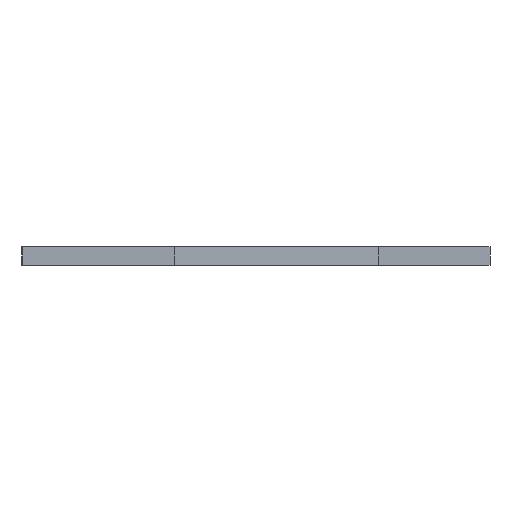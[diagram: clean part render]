
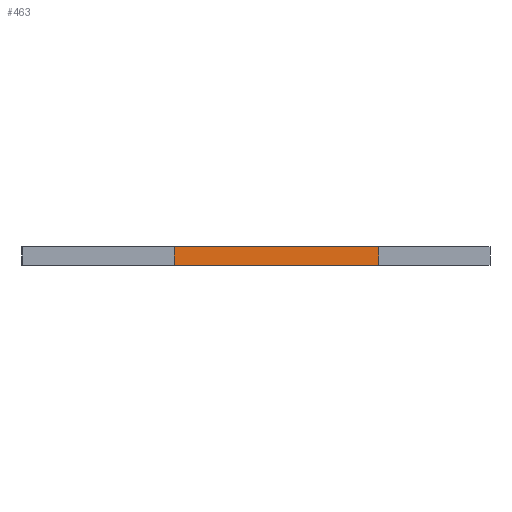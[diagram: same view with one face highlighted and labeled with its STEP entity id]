
A CAD part, front view. The second image highlights one B-rep face of the part: STEP entity #463.
In plain terms, the highlighted planar face has unit normal (0.707, -0.707, 0).
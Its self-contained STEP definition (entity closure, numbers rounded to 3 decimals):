
#49 = CARTESIAN_POINT ( 'NONE',  ( 329.214, -536.617, 5. ) ) ;
#139 = CARTESIAN_POINT ( 'NONE',  ( 274.348, -591.483, 5. ) ) ;
#144 = VECTOR ( 'NONE', #1169, 1000. ) ;
#153 = LINE ( 'NONE', #572, #1288 ) ;
#193 = DIRECTION ( 'NONE',  ( 0.707, -0.707, 0. ) ) ;
#217 = VECTOR ( 'NONE', #410, 1000. ) ;
#293 = CARTESIAN_POINT ( 'NONE',  ( 274.348, -591.483, -5. ) ) ;
#363 = CARTESIAN_POINT ( 'NONE',  ( 274.348, -591.483, -5. ) ) ;
#410 = DIRECTION ( 'NONE',  ( 0., 0., 1. ) ) ;
#463 = ADVANCED_FACE ( 'NONE', ( #468 ), #1289, .T. ) ;
#466 = EDGE_LOOP ( 'NONE', ( #986, #685, #1123, #1108 ) ) ;
#468 = FACE_OUTER_BOUND ( 'NONE', #466, .T. ) ;
#469 = VERTEX_POINT ( 'NONE', #513 ) ;
#513 = CARTESIAN_POINT ( 'NONE',  ( 329.214, -536.617, 0. ) ) ;
#553 = DIRECTION ( 'NONE',  ( 0.707, 0.707, 0. ) ) ;
#555 = CARTESIAN_POINT ( 'NONE',  ( 329.214, -536.617, -5. ) ) ;
#572 = CARTESIAN_POINT ( 'NONE',  ( 432.915, -432.915, 0. ) ) ;
#651 = EDGE_CURVE ( 'NONE', #892, #1195, #1112, .T. ) ;
#685 = ORIENTED_EDGE ( 'NONE', *, *, #747, .T. ) ;
#741 = VECTOR ( 'NONE', #553, 1000. ) ;
#747 = EDGE_CURVE ( 'NONE', #469, #907, #1160, .T. ) ;
#785 = DIRECTION ( 'NONE',  ( 0.707, 0.707, 0. ) ) ;
#855 = LINE ( 'NONE', #139, #741 ) ;
#892 = VERTEX_POINT ( 'NONE', #1073 ) ;
#907 = VERTEX_POINT ( 'NONE', #49 ) ;
#986 = ORIENTED_EDGE ( 'NONE', *, *, #1270, .T. ) ;
#1020 = DIRECTION ( 'NONE',  ( 0.707, 0.707, 0. ) ) ;
#1073 = CARTESIAN_POINT ( 'NONE',  ( 274.348, -591.483, 0. ) ) ;
#1108 = ORIENTED_EDGE ( 'NONE', *, *, #651, .F. ) ;
#1112 = LINE ( 'NONE', #293, #217 ) ;
#1117 = EDGE_CURVE ( 'NONE', #1195, #907, #855, .T. ) ;
#1123 = ORIENTED_EDGE ( 'NONE', *, *, #1117, .F. ) ;
#1141 = AXIS2_PLACEMENT_3D ( 'NONE', #363, #193, #1020 ) ;
#1160 = LINE ( 'NONE', #555, #144 ) ;
#1169 = DIRECTION ( 'NONE',  ( 0., 0., 1. ) ) ;
#1195 = VERTEX_POINT ( 'NONE', #1286 ) ;
#1270 = EDGE_CURVE ( 'NONE', #892, #469, #153, .T. ) ;
#1286 = CARTESIAN_POINT ( 'NONE',  ( 274.348, -591.483, 5. ) ) ;
#1288 = VECTOR ( 'NONE', #785, 1000. ) ;
#1289 = PLANE ( 'NONE',  #1141 ) ;
